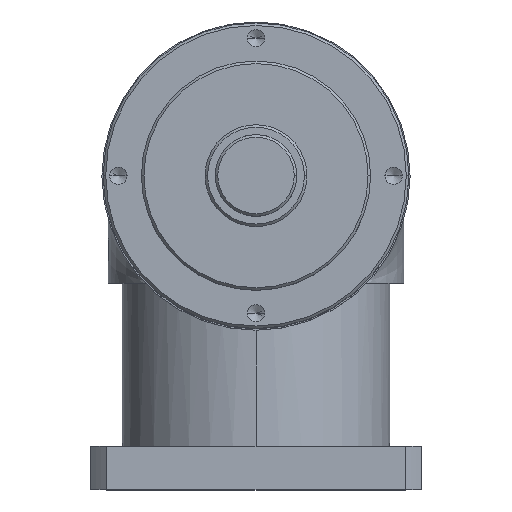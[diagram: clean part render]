
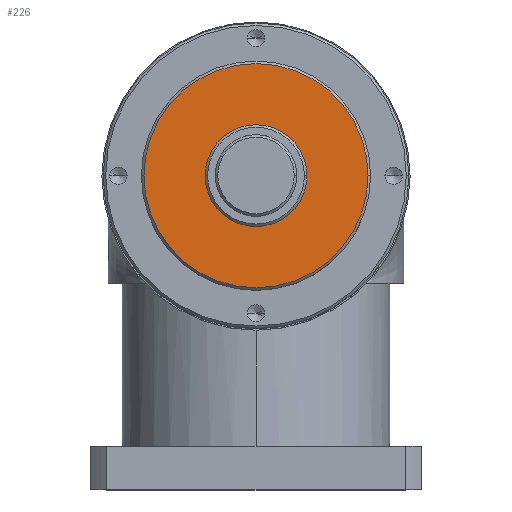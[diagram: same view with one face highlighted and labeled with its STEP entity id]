
A CAD part, top view. The second image highlights one B-rep face of the part: STEP entity #226.
In plain terms, the highlighted planar face has unit normal (0, 0, 1).
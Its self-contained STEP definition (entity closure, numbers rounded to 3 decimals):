
#7 = CARTESIAN_POINT ( 'NONE',  ( 0., 0., 95. ) ) ;
#31 = CIRCLE ( 'NONE', #2681, 44. ) ;
#39 = CARTESIAN_POINT ( 'NONE',  ( -20., 0., 95. ) ) ;
#107 = CARTESIAN_POINT ( 'NONE',  ( 0., 0., 95. ) ) ;
#139 = PLANE ( 'NONE',  #290 ) ;
#167 = EDGE_CURVE ( 'NONE', #1490, #2101, #31, .T. ) ;
#226 = ADVANCED_FACE ( 'NONE', ( #2626, #2762 ), #139, .T. ) ;
#290 = AXIS2_PLACEMENT_3D ( 'NONE', #2210, #322, #2667 ) ;
#294 = CIRCLE ( 'NONE', #2409, 20. ) ;
#322 = DIRECTION ( 'NONE',  ( 0., 0., 1. ) ) ;
#338 = VERTEX_POINT ( 'NONE', #560 ) ;
#560 = CARTESIAN_POINT ( 'NONE',  ( 20., 0., 95. ) ) ;
#626 = CIRCLE ( 'NONE', #1294, 20. ) ;
#712 = DIRECTION ( 'NONE',  ( 1., 0., 0. ) ) ;
#720 = DIRECTION ( 'NONE',  ( 0., 0., 1. ) ) ;
#730 = CARTESIAN_POINT ( 'NONE',  ( 0., 0., 95. ) ) ;
#895 = DIRECTION ( 'NONE',  ( 1., 0., 0. ) ) ;
#897 = EDGE_CURVE ( 'NONE', #2101, #1490, #1654, .T. ) ;
#911 = DIRECTION ( 'NONE',  ( 0., 0., 1. ) ) ;
#925 = CARTESIAN_POINT ( 'NONE',  ( 0., 0., 95. ) ) ;
#980 = DIRECTION ( 'NONE',  ( 1., 0., 0. ) ) ;
#991 = DIRECTION ( 'NONE',  ( 0., 0., 1. ) ) ;
#1022 = EDGE_CURVE ( 'NONE', #1407, #338, #294, .T. ) ;
#1294 = AXIS2_PLACEMENT_3D ( 'NONE', #925, #911, #895 ) ;
#1353 = CARTESIAN_POINT ( 'NONE',  ( 44., 0., 95. ) ) ;
#1407 = VERTEX_POINT ( 'NONE', #39 ) ;
#1453 = ORIENTED_EDGE ( 'NONE', *, *, #1022, .F. ) ;
#1490 = VERTEX_POINT ( 'NONE', #1353 ) ;
#1508 = DIRECTION ( 'NONE',  ( 1., 0., 0. ) ) ;
#1509 = EDGE_LOOP ( 'NONE', ( #1524, #1453 ) ) ;
#1524 = ORIENTED_EDGE ( 'NONE', *, *, #1738, .F. ) ;
#1596 = ORIENTED_EDGE ( 'NONE', *, *, #167, .T. ) ;
#1654 = CIRCLE ( 'NONE', #2543, 44. ) ;
#1704 = ORIENTED_EDGE ( 'NONE', *, *, #897, .T. ) ;
#1738 = EDGE_CURVE ( 'NONE', #338, #1407, #626, .T. ) ;
#1743 = CARTESIAN_POINT ( 'NONE',  ( -44., 0., 95. ) ) ;
#2101 = VERTEX_POINT ( 'NONE', #1743 ) ;
#2210 = CARTESIAN_POINT ( 'NONE',  ( 0., 0., 95. ) ) ;
#2409 = AXIS2_PLACEMENT_3D ( 'NONE', #7, #991, #1508 ) ;
#2543 = AXIS2_PLACEMENT_3D ( 'NONE', #730, #720, #712 ) ;
#2626 = FACE_OUTER_BOUND ( 'NONE', #2862, .T. ) ;
#2667 = DIRECTION ( 'NONE',  ( 1., 0., 0. ) ) ;
#2681 = AXIS2_PLACEMENT_3D ( 'NONE', #107, #2721, #980 ) ;
#2721 = DIRECTION ( 'NONE',  ( 0., 0., 1. ) ) ;
#2762 = FACE_BOUND ( 'NONE', #1509, .T. ) ;
#2862 = EDGE_LOOP ( 'NONE', ( #1704, #1596 ) ) ;
